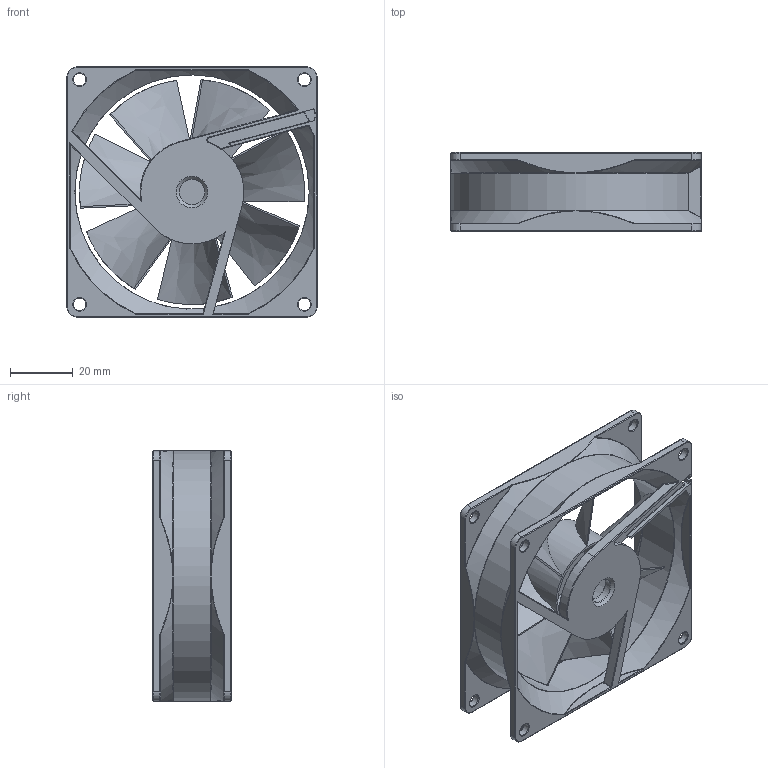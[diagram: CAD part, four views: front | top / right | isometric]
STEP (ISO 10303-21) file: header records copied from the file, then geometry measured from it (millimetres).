
FILE_DESCRIPTION( ( '' ), ' ' );
FILE_NAME( '57c5bbdaede4b2108a49f991.step', '2016-08-30T17:01:15', ( '' ), ( '' ), ' ', ' ', ' ' );
FILE_SCHEMA( ( 'AUTOMOTIVE_DESIGN { 1 0 10303 214 1 1 1 1 }' ) );
Length unit declared in the file: metre
Products named in the file (2): 80MM_FAN_PROP; 80MM_FAN_HOUSING
Bounding box: 79.5 x 25 x 79.5 mm (x, y, z)
Volume: 25742 mm3; surface area: 32504 mm2
Topology: 2 solids, 2 shells, 407 faces, 980 edges, 568 vertices
Faces by surface type: bspline 137, cylinder 107, torus 79, plane 62, sphere 11, cone 11
Full cylindrical faces by diameter (mm): 4 x8, 8 x1, 28.345 x1, 30 x1, 74.5 x1
Entity records: 27963 total; most frequent: CARTESIAN_POINT 16444, ORIENTED_EDGE 1840, DIRECTION 1511, EDGE_CURVE 920, AXIS2_PLACEMENT_3D 666, VERTEX_POINT 552, EDGE_LOOP 464, FACE_OUTER_BOUND 439
